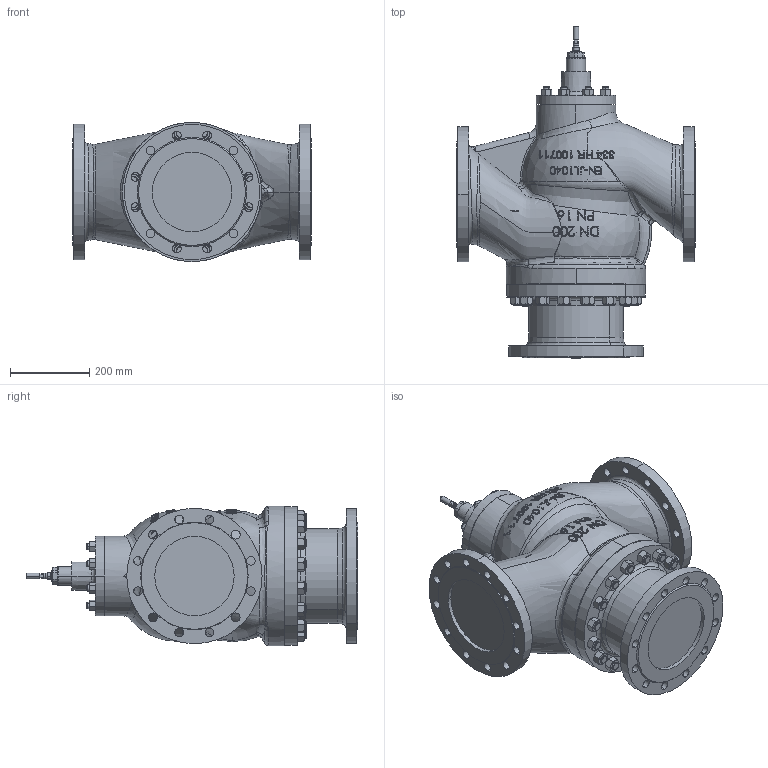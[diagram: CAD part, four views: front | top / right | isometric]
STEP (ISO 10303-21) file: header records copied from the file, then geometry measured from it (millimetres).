
FILE_DESCRIPTION (( 'STEP AP214' ), '1' );
FILE_NAME ('BR316 DN200 XXX for MC_STEP (Defeature).STEP', '2015-02-10T12:42:01', ( 'cwilling' ), ( '' ), 'SwSTEP 2.0', 'SolidWorks 2011', '' );
FILE_SCHEMA (( 'AUTOMOTIVE_DESIGN' ));
Length unit declared in the file: millimetre
Products named in the file (1): BR316 DN200 XXX for MC_STEP (Defeature)
Bounding box: 601.8 x 836.5 x 351.05 mm (x, y, z)
Volume: 61275004.1 mm3; surface area: 1576202.5 mm2
Topology: 1 solids, 1 shells, 1716 faces, 4388 edges, 2779 vertices
Faces by surface type: plane 431, bspline 393, cone 382, cylinder 240, torus 216, sphere 54
Entity records: 303328 total; most frequent: CARTESIAN_POINT 257130, ORIENTED_EDGE 8710, DIRECTION 6625, EDGE_CURVE 4355, AXIS2_PLACEMENT_3D 2905, VERTEX_POINT 2762, B_SPLINE_CURVE_WITH_KNOTS 1956, EDGE_LOOP 1953
